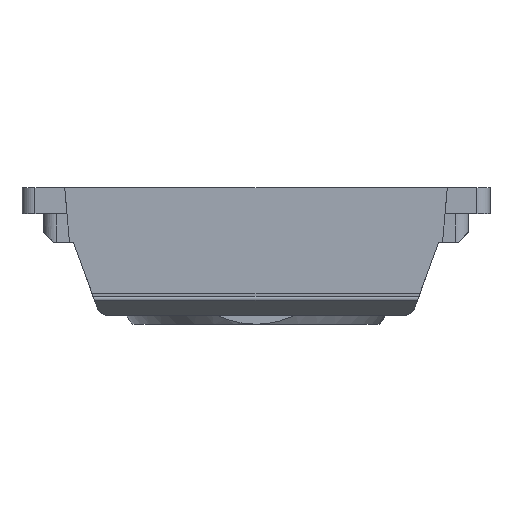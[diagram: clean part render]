
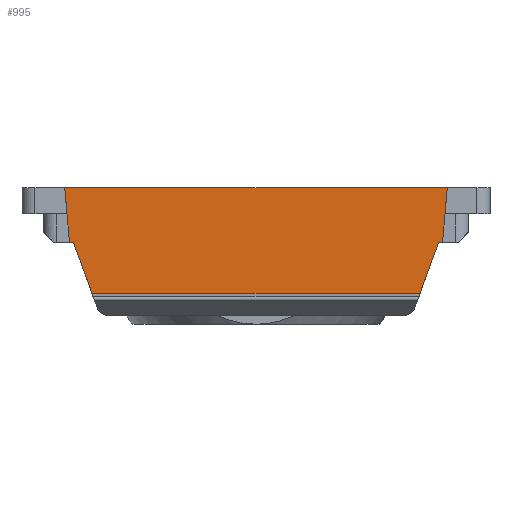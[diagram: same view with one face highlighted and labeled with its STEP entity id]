
A CAD part, front view. The second image highlights one B-rep face of the part: STEP entity #995.
In plain terms, the highlighted planar face has unit normal (0, -1, 0).
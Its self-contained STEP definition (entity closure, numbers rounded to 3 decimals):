
#84 = CARTESIAN_POINT ( 'NONE',  ( -5.502, -7.25, -6.278 ) ) ;
#113 = VECTOR ( 'NONE', #2201, 1000. ) ;
#134 = DIRECTION ( 'NONE',  ( -1., 0., 0. ) ) ;
#171 = VECTOR ( 'NONE', #355, 1000. ) ;
#181 = VECTOR ( 'NONE', #134, 1000. ) ;
#202 = CARTESIAN_POINT ( 'NONE',  ( 7.359, -7.25, 0. ) ) ;
#221 = LINE ( 'NONE', #3634, #2155 ) ;
#251 = CARTESIAN_POINT ( 'NONE',  ( -6.313, -7.25, -4.05 ) ) ;
#260 = DIRECTION ( 'NONE',  ( 0.087, 0., 0.996 ) ) ;
#355 = DIRECTION ( 'NONE',  ( 0.087, 0., -0.996 ) ) ;
#391 = CARTESIAN_POINT ( 'NONE',  ( 6.313, -7.25, -4.05 ) ) ;
#406 = CARTESIAN_POINT ( 'NONE',  ( 9., -7.25, -4.05 ) ) ;
#429 = VECTOR ( 'NONE', #1349, 1000. ) ;
#472 = VECTOR ( 'NONE', #1484, 1000. ) ;
#508 = LINE ( 'NONE', #3334, #2939 ) ;
#535 = ORIENTED_EDGE ( 'NONE', *, *, #973, .T. ) ;
#559 = EDGE_CURVE ( 'NONE', #2081, #880, #613, .T. ) ;
#613 = LINE ( 'NONE', #84, #472 ) ;
#632 = VERTEX_POINT ( 'NONE', #2771 ) ;
#651 = EDGE_CURVE ( 'NONE', #2162, #2081, #2263, .T. ) ;
#685 = VERTEX_POINT ( 'NONE', #2846 ) ;
#880 = VERTEX_POINT ( 'NONE', #251 ) ;
#917 = EDGE_CURVE ( 'NONE', #685, #632, #508, .T. ) ;
#928 = CARTESIAN_POINT ( 'NONE',  ( -7.148, -7.25, -2.413 ) ) ;
#939 = DIRECTION ( 'NONE',  ( 0., 0., 1. ) ) ;
#973 = EDGE_CURVE ( 'NONE', #1625, #3134, #1547, .T. ) ;
#995 = ADVANCED_FACE ( 'NONE', ( #3565 ), #3497, .F. ) ;
#1001 = CARTESIAN_POINT ( 'NONE',  ( 9., -7.25, -1. ) ) ;
#1054 = CARTESIAN_POINT ( 'NONE',  ( -7.359, -7.25, 0. ) ) ;
#1102 = DIRECTION ( 'NONE',  ( 1., 0., 0. ) ) ;
#1137 = ORIENTED_EDGE ( 'NONE', *, *, #3099, .F. ) ;
#1247 = EDGE_CURVE ( 'NONE', #632, #1625, #221, .T. ) ;
#1282 = ORIENTED_EDGE ( 'NONE', *, *, #1247, .T. ) ;
#1349 = DIRECTION ( 'NONE',  ( 0.342, 0., 0.94 ) ) ;
#1484 = DIRECTION ( 'NONE',  ( 0.342, 0., -0.94 ) ) ;
#1494 = CARTESIAN_POINT ( 'NONE',  ( 7.175, -7.25, 0. ) ) ;
#1537 = VERTEX_POINT ( 'NONE', #391 ) ;
#1547 = LINE ( 'NONE', #1494, #181 ) ;
#1584 = LINE ( 'NONE', #406, #3352 ) ;
#1625 = VERTEX_POINT ( 'NONE', #202 ) ;
#1639 = ORIENTED_EDGE ( 'NONE', *, *, #917, .T. ) ;
#1711 = EDGE_CURVE ( 'NONE', #1537, #685, #3355, .T. ) ;
#1908 = CARTESIAN_POINT ( 'NONE',  ( 7.608, -7.25, -0.493 ) ) ;
#2059 = LINE ( 'NONE', #928, #171 ) ;
#2081 = VERTEX_POINT ( 'NONE', #3399 ) ;
#2155 = VECTOR ( 'NONE', #260, 1000. ) ;
#2162 = VERTEX_POINT ( 'NONE', #3701 ) ;
#2201 = DIRECTION ( 'NONE',  ( 1., 0., 0. ) ) ;
#2263 = LINE ( 'NONE', #3125, #113 ) ;
#2351 = ORIENTED_EDGE ( 'NONE', *, *, #1711, .T. ) ;
#2439 = DIRECTION ( 'NONE',  ( -1., 0., 0. ) ) ;
#2598 = EDGE_CURVE ( 'NONE', #3134, #2162, #2059, .T. ) ;
#2759 = AXIS2_PLACEMENT_3D ( 'NONE', #1001, #3182, #939 ) ;
#2771 = CARTESIAN_POINT ( 'NONE',  ( 7.175, -7.25, -2.1 ) ) ;
#2846 = CARTESIAN_POINT ( 'NONE',  ( 7.023, -7.25, -2.1 ) ) ;
#2939 = VECTOR ( 'NONE', #1102, 1000. ) ;
#2942 = EDGE_LOOP ( 'NONE', ( #3128, #3130, #3091, #1137, #2351, #1639, #1282, #535 ) ) ;
#3091 = ORIENTED_EDGE ( 'NONE', *, *, #559, .T. ) ;
#3099 = EDGE_CURVE ( 'NONE', #1537, #880, #1584, .T. ) ;
#3125 = CARTESIAN_POINT ( 'NONE',  ( 9., -7.25, -2.1 ) ) ;
#3128 = ORIENTED_EDGE ( 'NONE', *, *, #2598, .T. ) ;
#3130 = ORIENTED_EDGE ( 'NONE', *, *, #651, .T. ) ;
#3134 = VERTEX_POINT ( 'NONE', #1054 ) ;
#3182 = DIRECTION ( 'NONE',  ( 0., 1., 0. ) ) ;
#3334 = CARTESIAN_POINT ( 'NONE',  ( 9., -7.25, -2.1 ) ) ;
#3352 = VECTOR ( 'NONE', #2439, 1000. ) ;
#3355 = LINE ( 'NONE', #1908, #429 ) ;
#3399 = CARTESIAN_POINT ( 'NONE',  ( -7.023, -7.25, -2.1 ) ) ;
#3497 = PLANE ( 'NONE',  #2759 ) ;
#3565 = FACE_OUTER_BOUND ( 'NONE', #2942, .T. ) ;
#3634 = CARTESIAN_POINT ( 'NONE',  ( 7.284, -7.25, -0.85 ) ) ;
#3701 = CARTESIAN_POINT ( 'NONE',  ( -7.175, -7.25, -2.1 ) ) ;
